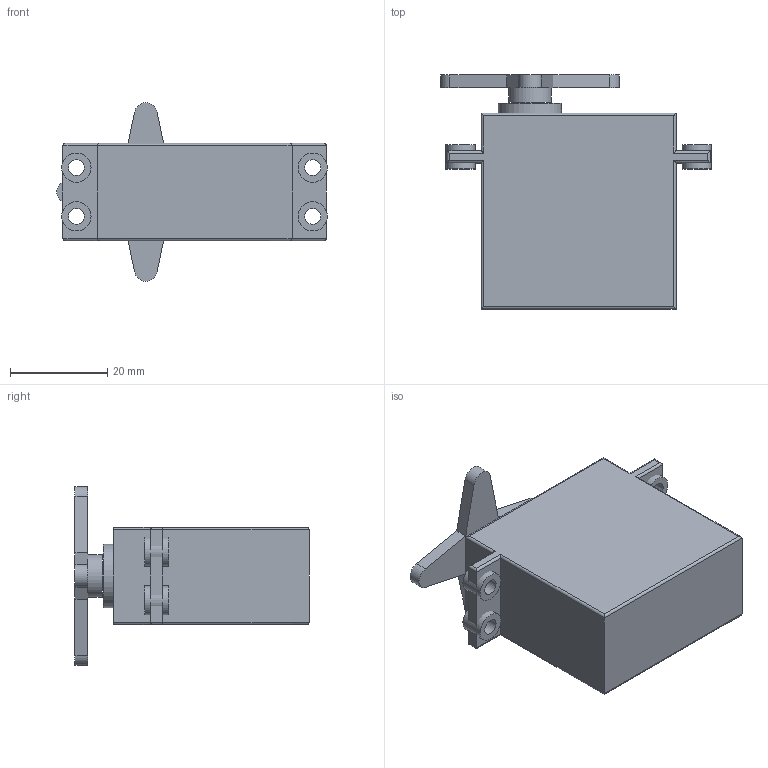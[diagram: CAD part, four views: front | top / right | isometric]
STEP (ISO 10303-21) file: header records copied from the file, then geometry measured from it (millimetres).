
FILE_DESCRIPTION(/* description */ (''),/* implementation_level */ '2;1');
FILE_NAME(/* name */ 'Servo MG996R Hosyond v14.step',/* time_stamp */ '2024-02-16T09:47:03-07:00',/* author */ (''),/* organization */ (''),/* preprocessor_version */ 'ST-DEVELOPER v20',/* originating_system */ 'Autodesk Translation Framework v12.20.1.177',/* authorisation */ '');
FILE_SCHEMA (('AUTOMOTIVE_DESIGN { 1 0 10303 214 3 1 1 }'));
Length unit declared in the file: millimetre
Products named in the file (4): Servo MG996R Hosyond; Connector; Servo Body; Rubber Feet
Assembly tree (3 placements, depth 2):
  Servo MG996R Hosyond
    Connector
    Servo Body
    Rubber Feet
Bounding box: 55.55 x 48.05 x 36.6 mm (x, y, z)
Volume: 34644.8 mm3; surface area: 9287.9 mm2
Topology: 7 solids, 7 shells, 81 faces, 171 edges, 106 vertices
Faces by surface type: cylinder 45, plane 36
Full cylindrical faces by diameter (mm): 3.25 x4, 4.44 x4, 5.8 x3, 6 x4, 8.7 x1, 13 x1
Entity records: 2312 total; most frequent: DIRECTION 413, CARTESIAN_POINT 365, ORIENTED_EDGE 342, EDGE_CURVE 171, AXIS2_PLACEMENT_3D 154, VERTEX_POINT 106, LINE 105, VECTOR 105
